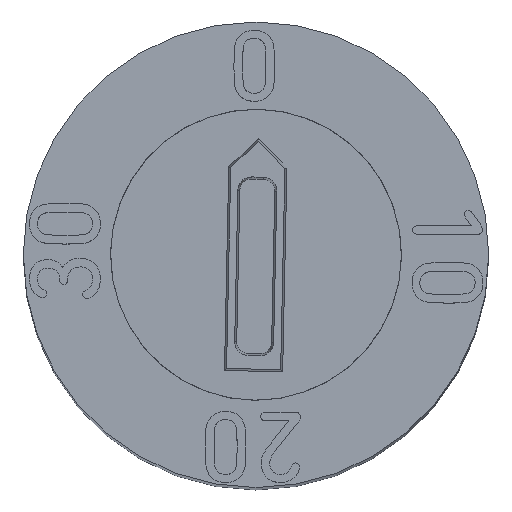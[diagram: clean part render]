
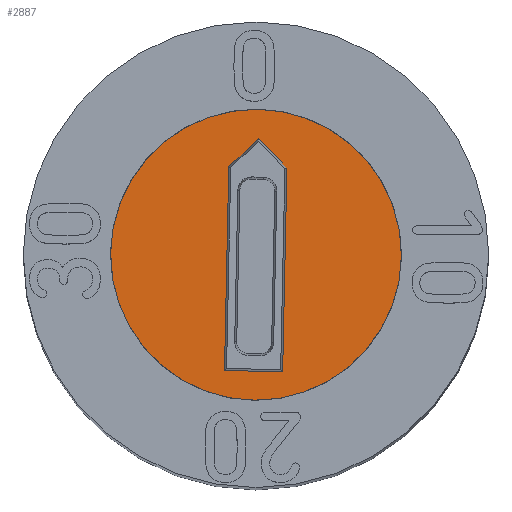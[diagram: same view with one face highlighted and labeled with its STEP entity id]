
A CAD part, top view. The second image highlights one B-rep face of the part: STEP entity #2887.
In plain terms, the highlighted planar face has unit normal (0, 0, 1).
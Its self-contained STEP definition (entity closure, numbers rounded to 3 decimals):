
#69=CIRCLE('',#3029,1.25);
#93=FACE_BOUND('',#469,.T.);
#132=PLANE('',#3028);
#290=FACE_OUTER_BOUND('',#468,.T.);
#468=EDGE_LOOP('',(#2590));
#469=EDGE_LOOP('',(#2591,#2592,#2593,#2594,#2595));
#649=LINE('',#5741,#836);
#653=LINE('',#5748,#840);
#656=LINE('',#5754,#843);
#659=LINE('',#5760,#846);
#661=LINE('',#5763,#848);
#836=VECTOR('',#3362,10.);
#840=VECTOR('',#3368,10.);
#843=VECTOR('',#3373,10.);
#846=VECTOR('',#3378,10.);
#848=VECTOR('',#3382,10.);
#1329=VERTEX_POINT('',#5738);
#1330=VERTEX_POINT('',#5740);
#1332=VERTEX_POINT('',#5746);
#1334=VERTEX_POINT('',#5752);
#1336=VERTEX_POINT('',#5758);
#1337=VERTEX_POINT('',#5766);
#1747=EDGE_CURVE('',#1330,#1329,#649,.T.);
#1751=EDGE_CURVE('',#1329,#1332,#653,.T.);
#1754=EDGE_CURVE('',#1332,#1334,#656,.T.);
#1757=EDGE_CURVE('',#1334,#1336,#659,.T.);
#1759=EDGE_CURVE('',#1336,#1330,#661,.T.);
#1760=EDGE_CURVE('',#1337,#1337,#69,.T.);
#2590=ORIENTED_EDGE('',*,*,#1760,.F.);
#2591=ORIENTED_EDGE('',*,*,#1747,.T.);
#2592=ORIENTED_EDGE('',*,*,#1751,.T.);
#2593=ORIENTED_EDGE('',*,*,#1754,.T.);
#2594=ORIENTED_EDGE('',*,*,#1757,.T.);
#2595=ORIENTED_EDGE('',*,*,#1759,.T.);
#2887=ADVANCED_FACE('',(#290,#93),#132,.F.);
#3028=AXIS2_PLACEMENT_3D('',#5765,#3385,#3386);
#3029=AXIS2_PLACEMENT_3D('',#5767,#3387,#3388);
#3362=DIRECTION('',(-0.707,-0.707,0.));
#3368=DIRECTION('',(-0.707,0.707,0.));
#3373=DIRECTION('',(0.,1.,0.));
#3378=DIRECTION('',(1.,0.,0.));
#3382=DIRECTION('',(0.,-1.,0.));
#3385=DIRECTION('center_axis',(0.,0.,-1.));
#3386=DIRECTION('ref_axis',(-1.,0.,0.));
#3387=DIRECTION('center_axis',(0.,0.,-1.));
#3388=DIRECTION('ref_axis',(-1.,0.,0.));
#5738=CARTESIAN_POINT('',(0.,-1.,2.3));
#5740=CARTESIAN_POINT('',(0.25,-0.75,2.3));
#5741=CARTESIAN_POINT('',(0.375,-0.625,2.3));
#5746=CARTESIAN_POINT('',(-0.25,-0.75,2.3));
#5748=CARTESIAN_POINT('',(-0.25,-0.75,2.3));
#5752=CARTESIAN_POINT('',(-0.25,1.,2.3));
#5754=CARTESIAN_POINT('',(-0.25,-0.375,2.3));
#5758=CARTESIAN_POINT('',(0.25,1.,2.3));
#5760=CARTESIAN_POINT('',(-0.125,1.,2.3));
#5763=CARTESIAN_POINT('',(0.25,0.5,2.3));
#5765=CARTESIAN_POINT('Origin',(0.,0.,2.3));
#5766=CARTESIAN_POINT('',(1.25,0.,2.3));
#5767=CARTESIAN_POINT('Origin',(0.,0.,2.3));
